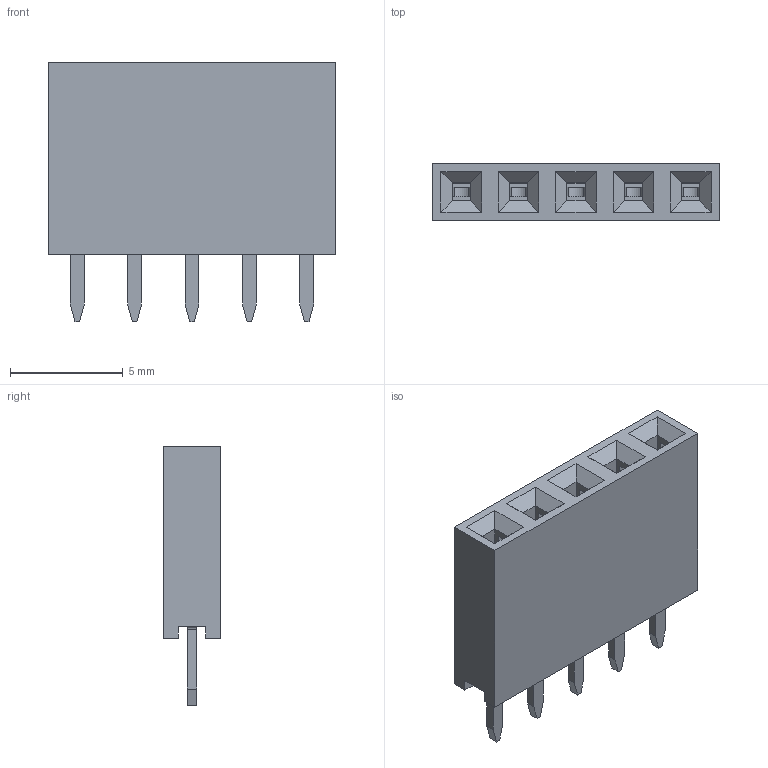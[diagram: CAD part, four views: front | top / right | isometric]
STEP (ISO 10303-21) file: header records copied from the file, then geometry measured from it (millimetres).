
FILE_DESCRIPTION(('STEP AP214'), '1');
FILE_NAME('PBS', '', ('UNSPECIFIED'), ('UNSPECIFIED'), 'ASCON STEP Converter 1.6', 'ASCON Math Kernel', '');
FILE_SCHEMA(('AUTOMOTIVE_DESIGN { 1 0 10303 214 3 1 1}'));
Length unit declared in the file: millimetre
Bounding box: 12.7 x 2.54 x 11.5 mm (x, y, z)
Volume: 244.5 mm3; surface area: 553.1 mm2
Topology: 1 solids, 1 shells, 280 faces, 764 edges, 476 vertices
Faces by surface type: plane 245, cylinder 35
Entity records: 10938 total; most frequent: ORIENTED_EDGE 1528, CARTESIAN_POINT 1521, DIRECTION 1416, EDGE_CURVE 764, LINE 674, VECTOR 674, VERTEX_POINT 476, AXIS2_PLACEMENT_3D 371
